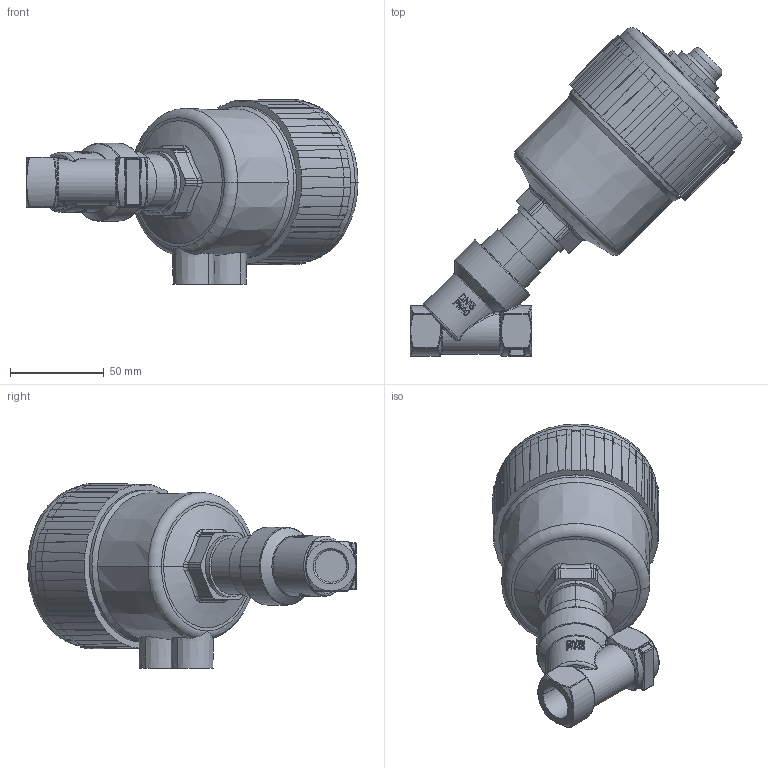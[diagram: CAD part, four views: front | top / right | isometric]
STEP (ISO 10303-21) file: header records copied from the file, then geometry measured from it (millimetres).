
FILE_DESCRIPTION((''),'2;1');
FILE_NAME('21IA4T15GC2_H_INGOMBRO_ASM','2011-12-22T',('romeri'),('O.D.E.'),'PRO/ENGINEER BY PARAMETRIC TECHNOLOGY CORPORATION, 2005450','PRO/ENGINEER BY PARAMETRIC TECHNOLOGY CORPORATION, 2005450','');
FILE_SCHEMA(('CONFIG_CONTROL_DESIGN'));
Length unit declared in the file: millimetre
Products named in the file (8): 450IA4_INGOMBRO; 500030_INGOMBRO; 500026_INGOMBRO; 500025_INGOMBRO; 500027_INGOMBRO_ASM; 500028_INGOMBRO; 500029_INGOMBRO; 21IA4T15GC2_H_INGOMBRO_ASM
Assembly tree (8 placements, depth 3):
  21IA4T15GC2_H_INGOMBRO_ASM
    450IA4_INGOMBRO
    500030_INGOMBRO
    500027_INGOMBRO_ASM
      500026_INGOMBRO
      500025_INGOMBRO  x2
    500028_INGOMBRO
    500029_INGOMBRO
Bounding box: 177.27 x 175.37 x 98.59 mm (x, y, z)
Volume: 790958.1 mm3; surface area: 105328.6 mm2
Topology: 6 solids, 9 shells, 1023 faces, 2499 edges, 1541 vertices
Faces by surface type: plane 465, cone 230, cylinder 177, bspline 76, torus 47, sphere 28
Entity records: 41090 total; most frequent: CARTESIAN_POINT 10696, ORIENTED_EDGE 4946, DIRECTION 4380, EDGE_CURVE 2477, PRESENTATION_STYLE_ASSIGNMENT 1744, AXIS2_PLACEMENT_3D 1735, STYLED_ITEM 1720, VERTEX_POINT 1527
